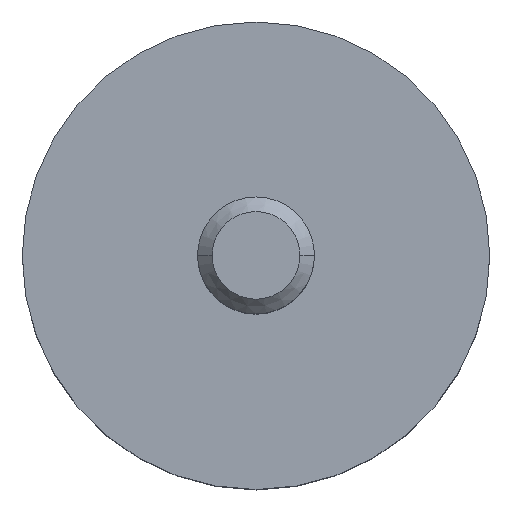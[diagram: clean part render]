
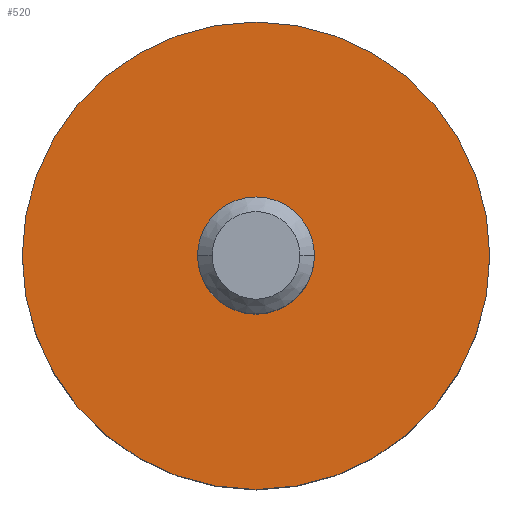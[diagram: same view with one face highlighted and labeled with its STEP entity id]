
A CAD part, top view. The second image highlights one B-rep face of the part: STEP entity #520.
In plain terms, the highlighted planar face has unit normal (0, 0, 1).
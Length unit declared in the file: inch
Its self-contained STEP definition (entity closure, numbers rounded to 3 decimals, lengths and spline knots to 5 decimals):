
#138=CARTESIAN_POINT('',(-0.5,0.,0.53));
#139=VERTEX_POINT('',#138);
#155=CARTESIAN_POINT('',(0.5,0.,0.53));
#156=VERTEX_POINT('',#155);
#163=CARTESIAN_POINT('',(0.0,0.0,0.53));
#164=DIRECTION('',(0.0,0.0,-1.0));
#165=DIRECTION('',(-1.0,0.0,0.0));
#166=AXIS2_PLACEMENT_3D('',#163,#164,#165);
#167=CIRCLE('',#166,0.5);
#168=EDGE_CURVE('',#156,#139,#167,.T.);
#178=CARTESIAN_POINT('',(-0.125,0.,0.53));
#179=VERTEX_POINT('',#178);
#188=CARTESIAN_POINT('',(0.125,0.,0.53));
#189=VERTEX_POINT('',#188);
#190=CARTESIAN_POINT('',(0.0,0.0,0.53));
#191=DIRECTION('',(0.0,0.0,-1.0));
#192=DIRECTION('',(-1.0,0.0,0.0));
#193=AXIS2_PLACEMENT_3D('',#190,#191,#192);
#194=CIRCLE('',#193,0.125);
#195=EDGE_CURVE('',#189,#179,#194,.T.);
#463=CARTESIAN_POINT('',(0.0,0.0,0.53));
#464=DIRECTION('',(0.0,0.0,-1.0));
#465=DIRECTION('',(-1.0,0.0,0.0));
#466=AXIS2_PLACEMENT_3D('',#463,#464,#465);
#467=CIRCLE('',#466,0.125);
#468=EDGE_CURVE('',#179,#189,#467,.T.);
#489=CARTESIAN_POINT('',(0.0,0.0,0.53));
#490=DIRECTION('',(0.0,0.0,-1.0));
#491=DIRECTION('',(-1.0,0.0,0.0));
#492=AXIS2_PLACEMENT_3D('',#489,#490,#491);
#493=CIRCLE('',#492,0.5);
#494=EDGE_CURVE('',#139,#156,#493,.T.);
#507=CARTESIAN_POINT('',(0.04545,0.,0.53));
#508=DIRECTION('',(0.0,0.0,1.0));
#509=DIRECTION('',(1.0,0.0,0.0));
#510=AXIS2_PLACEMENT_3D('',#507,#508,#509);
#511=PLANE('',#510);
#512=ORIENTED_EDGE('',*,*,#168,.F.);
#513=ORIENTED_EDGE('',*,*,#494,.F.);
#514=EDGE_LOOP('',(#512,#513));
#515=FACE_OUTER_BOUND('',#514,.T.);
#516=ORIENTED_EDGE('',*,*,#195,.T.);
#517=ORIENTED_EDGE('',*,*,#468,.T.);
#518=EDGE_LOOP('',(#516,#517));
#519=FACE_BOUND('',#518,.T.);
#520=ADVANCED_FACE('',(#515,#519),#511,.T.);
